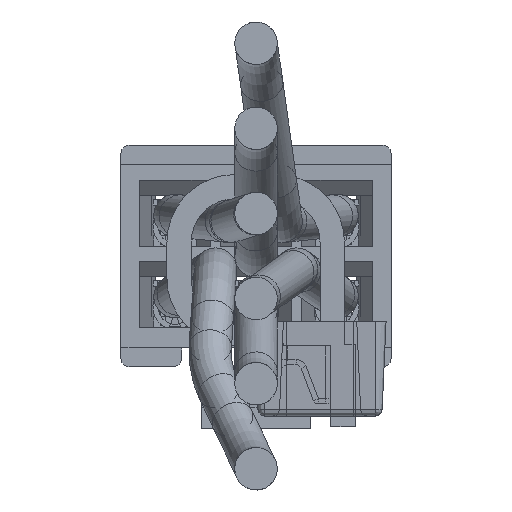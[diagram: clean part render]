
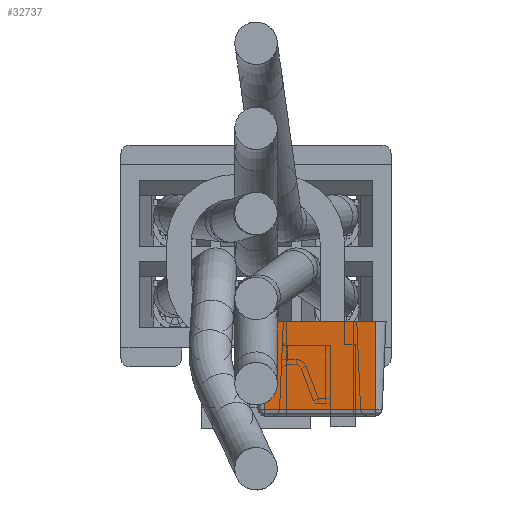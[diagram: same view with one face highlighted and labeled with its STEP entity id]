
A CAD part, front view. The second image highlights one B-rep face of the part: STEP entity #32737.
In plain terms, the highlighted planar face has unit normal (0, -0.999, -0.044).
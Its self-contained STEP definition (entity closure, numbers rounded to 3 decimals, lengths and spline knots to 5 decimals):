
#761=PLANE('',#34743);
#1755=FACE_OUTER_BOUND('',#3661,.T.);
#3661=EDGE_LOOP('',(#22279,#22280,#22281,#22282));
#5629=LINE('',#47805,#8920);
#5732=LINE('',#48238,#9023);
#5733=LINE('',#48246,#9024);
#5735=LINE('',#48249,#9026);
#8920=VECTOR('',#37920,0.3937);
#9023=VECTOR('',#38275,0.3937);
#9024=VECTOR('',#38286,0.3937);
#9026=VECTOR('',#38290,0.3937);
#13692=VERTEX_POINT('',#47802);
#13693=VERTEX_POINT('',#47804);
#13798=VERTEX_POINT('',#48231);
#13800=VERTEX_POINT('',#48240);
#16846=EDGE_CURVE('',#13692,#13693,#5629,.T.);
#17019=EDGE_CURVE('',#13798,#13692,#5732,.T.);
#17023=EDGE_CURVE('',#13693,#13800,#5733,.F.);
#17025=EDGE_CURVE('',#13800,#13798,#5735,.T.);
#22279=ORIENTED_EDGE('',*,*,#17019,.F.);
#22280=ORIENTED_EDGE('',*,*,#17025,.F.);
#22281=ORIENTED_EDGE('',*,*,#17023,.F.);
#22282=ORIENTED_EDGE('',*,*,#16846,.F.);
#32737=ADVANCED_FACE('',(#1755),#761,.T.);
#34743=AXIS2_PLACEMENT_3D('',#48274,#38324,#38325);
#37920=DIRECTION('',(1.,0.,0.));
#38275=DIRECTION('',(0.,-0.044,0.999));
#38286=DIRECTION('',(0.,-0.044,0.999));
#38290=DIRECTION('',(-1.,0.,0.));
#38324=DIRECTION('center_axis',(0.,-0.999,
-0.044));
#38325=DIRECTION('ref_axis',(0.,0.044,-0.999));
#47802=CARTESIAN_POINT('',(0.01264,-17.78119,-0.09551));
#47804=CARTESIAN_POINT('',(0.17405,-17.78119,-0.09551));
#47805=CARTESIAN_POINT('',(0.09334,-17.78119,-0.09551));
#48231=CARTESIAN_POINT('',(0.01264,-17.77558,-0.22389));
#48238=CARTESIAN_POINT('',(0.01264,-17.77558,-0.22389));
#48240=CARTESIAN_POINT('',(0.17405,-17.77558,-0.22389));
#48246=CARTESIAN_POINT('',(0.17405,-17.77558,-0.22389));
#48249=CARTESIAN_POINT('',(0.13862,-17.77558,-0.22389));
#48274=CARTESIAN_POINT('Origin',(0.09334,-17.77558,-0.22389));
